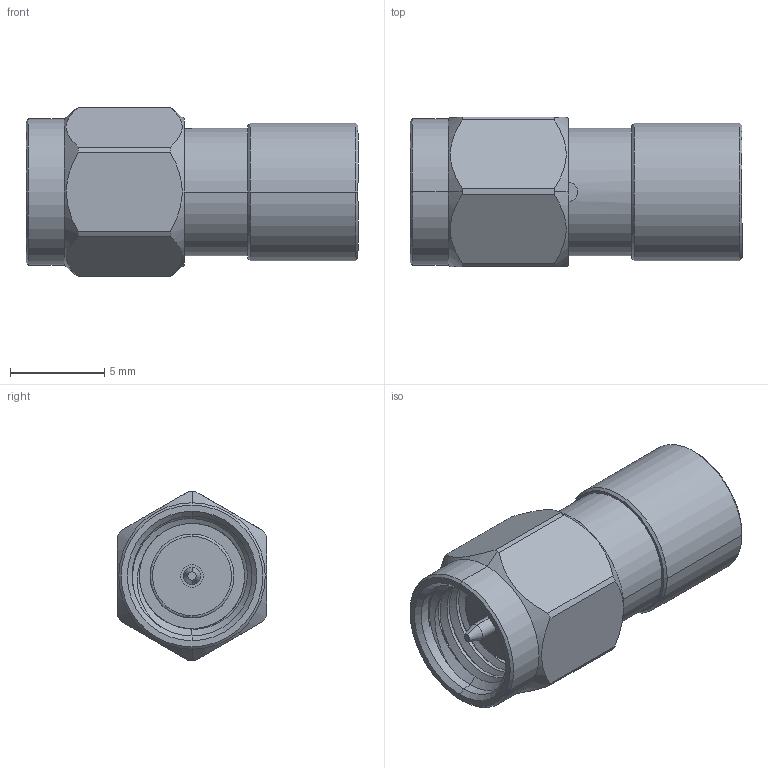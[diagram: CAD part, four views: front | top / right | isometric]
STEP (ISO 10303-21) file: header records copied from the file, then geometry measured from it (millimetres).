
FILE_DESCRIPTION (( 'STEP AP203' ), '1' );
FILE_NAME ('PE91397.step', '2019-03-07T19:13:57', ( '' ), ( '' ), 'SwSTEP 2.0', 'SolidWorks 2017', '' );
FILE_SCHEMA (( 'CONFIG_CONTROL_DESIGN' ));
Length unit declared in the file: inch
Products named in the file (1): PE91397
Bounding box: 17.6 x 7.94 x 8.99 mm (x, y, z)
Volume: 630.1 mm3; surface area: 950 mm2
Topology: 1 solids, 1 shells, 215 faces, 679 edges, 446 vertices
Faces by surface type: plane 94, cylinder 89, cone 23, bspline 9
Entity records: 10117 total; most frequent: CARTESIAN_POINT 4476, ORIENTED_EDGE 1358, DIRECTION 963, EDGE_CURVE 679, VERTEX_POINT 446, AXIS2_PLACEMENT_3D 373, B_SPLINE_CURVE_WITH_KNOTS 256, EDGE_LOOP 231
